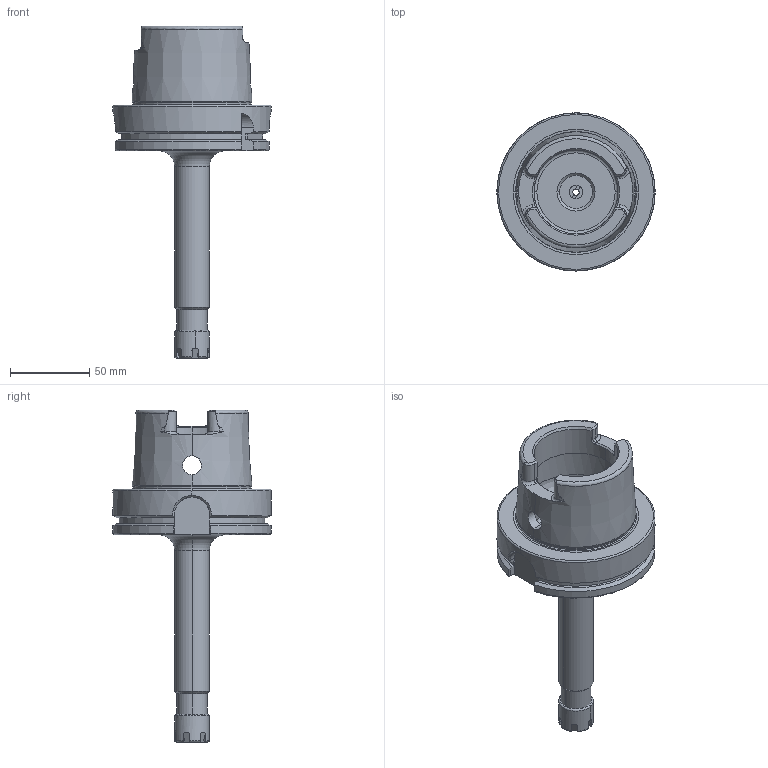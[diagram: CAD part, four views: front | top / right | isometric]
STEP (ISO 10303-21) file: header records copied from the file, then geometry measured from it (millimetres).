
FILE_DESCRIPTION (( 'STEP AP203' ), '1' );
FILE_NAME ('91100A-ERM16160.STEP', '2016-09-22T11:21:40', ( '' ), ( '' ), 'SwSTEP 2.0', 'SolidWorks 2009', '' );
FILE_SCHEMA (( 'CONFIG_CONTROL_DESIGN' ));
Length unit declared in the file: millimetre
Products named in the file (4): FTNUTER16M; 91100A-ERM16160; HSKA100CCHER16160MWW; FTSCW71620
Assembly tree (3 placements, depth 2):
  91100A-ERM16160
    FTSCW71620
    FTNUTER16M
    HSKA100CCHER16160MWW
Bounding box: 100 x 100 x 210 mm (x, y, z)
Volume: 293245 mm3; surface area: 65175 mm2
Topology: 3 solids, 3 shells, 256 faces, 651 edges, 405 vertices
Faces by surface type: plane 98, cylinder 68, cone 43, torus 37, bspline 10
Entity records: 9474 total; most frequent: CARTESIAN_POINT 3001, ORIENTED_EDGE 1298, DIRECTION 1263, EDGE_CURVE 649, AXIS2_PLACEMENT_3D 504, VERTEX_POINT 405, EDGE_LOOP 272, ADVANCED_FACE 256
